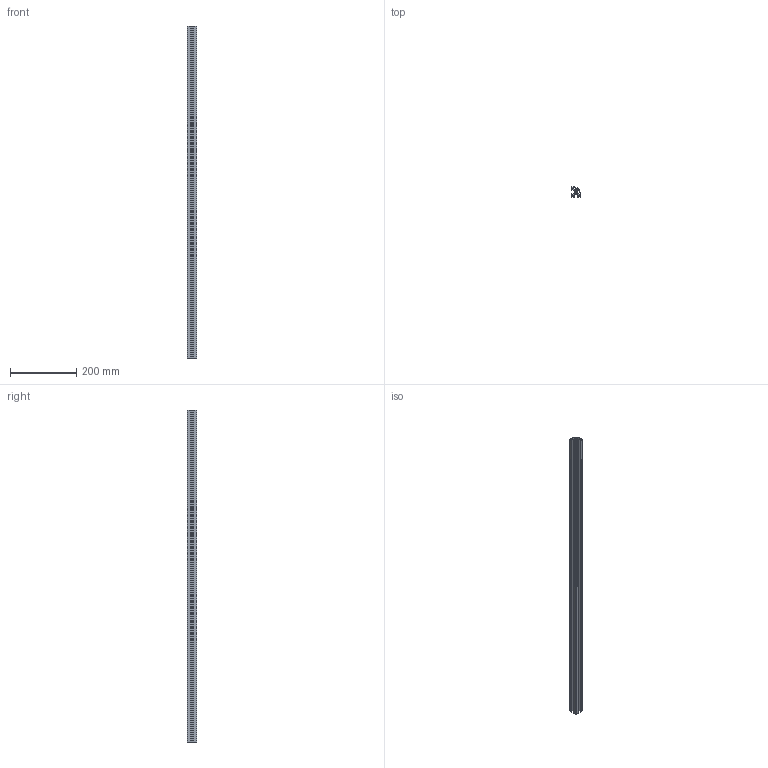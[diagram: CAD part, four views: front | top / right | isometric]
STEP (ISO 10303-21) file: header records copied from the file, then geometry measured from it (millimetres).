
FILE_DESCRIPTION (( 'STEP AP203' ), '1' );
FILE_NAME ('Ïðîôèëü 30õ30R.STEP', '2022-12-20T08:58:26', ( '' ), ( '' ), 'SwSTEP 2.0', 'SolidWorks 2022', '' );
FILE_SCHEMA (( 'CONFIG_CONTROL_DESIGN' ));
Length unit declared in the file: millimetre
Products named in the file (1): Профиль 30х30R
Bounding box: 30 x 30 x 1000 mm (x, y, z)
Volume: 275932.7 mm3; surface area: 310701.2 mm2
Topology: 1 solids, 1 shells, 117 faces, 345 edges, 230 vertices
Faces by surface type: plane 70, cylinder 47
Entity records: 4006 total; most frequent: CARTESIAN_POINT 693, ORIENTED_EDGE 690, DIRECTION 675, EDGE_CURVE 345, LINE 251, VECTOR 251, VERTEX_POINT 230, AXIS2_PLACEMENT_3D 212
